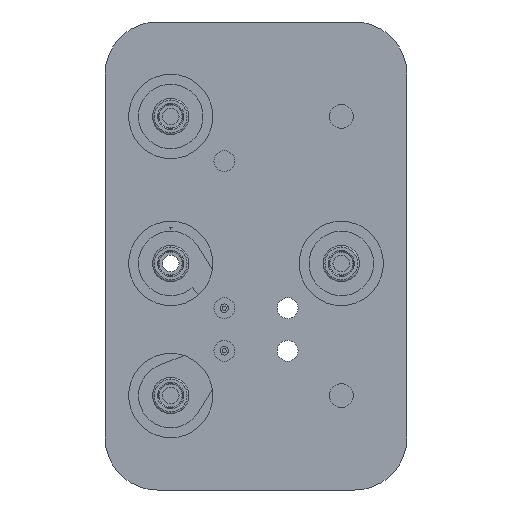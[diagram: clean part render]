
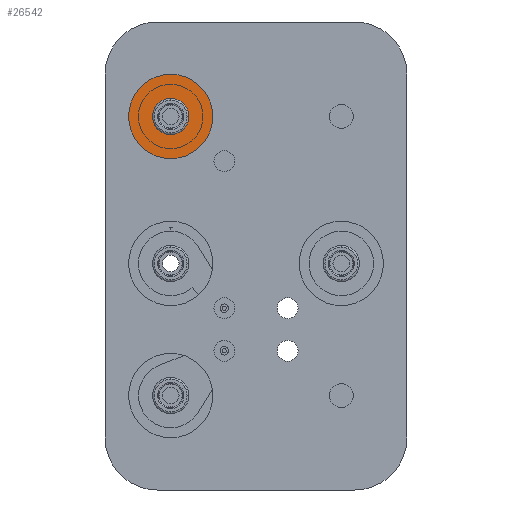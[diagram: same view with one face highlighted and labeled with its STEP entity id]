
A CAD part, left-side view. The second image highlights one B-rep face of the part: STEP entity #26542.
In plain terms, the highlighted planar face has unit normal (-1, 0, 0).
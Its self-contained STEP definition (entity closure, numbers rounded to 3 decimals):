
#1085 = ORIENTED_EDGE ( 'NONE', *, *, #14018, .F. ) ;
#1233 = EDGE_CURVE ( 'NONE', #21726, #17907, #26145, .T. ) ;
#1542 = ORIENTED_EDGE ( 'NONE', *, *, #25943, .F. ) ;
#2634 = CARTESIAN_POINT ( 'NONE',  ( -28.89, 8.2, 28.2 ) ) ;
#2751 = DIRECTION ( 'NONE',  ( -1., 0., 0. ) ) ;
#3950 = AXIS2_PLACEMENT_3D ( 'NONE', #7649, #4810, #23864 ) ;
#4810 = DIRECTION ( 'NONE',  ( 1., 0., 0. ) ) ;
#7649 = CARTESIAN_POINT ( 'NONE',  ( -28.89, 8.2, 28.2 ) ) ;
#8224 = CIRCLE ( 'NONE', #33674, 1.15 ) ;
#10552 = CARTESIAN_POINT ( 'NONE',  ( -28.89, 8.2, 32.25 ) ) ;
#10846 = CARTESIAN_POINT ( 'NONE',  ( -28.89, 8.2, 24.15 ) ) ;
#12400 = ORIENTED_EDGE ( 'NONE', *, *, #1233, .T. ) ;
#13337 = PLANE ( 'NONE',  #3950 ) ;
#13378 = CARTESIAN_POINT ( 'NONE',  ( -28.89, 8.2, 29.35 ) ) ;
#13379 = CIRCLE ( 'NONE', #15561, 1.15 ) ;
#13416 = DIRECTION ( 'NONE',  ( -1., 0., 0. ) ) ;
#13628 = DIRECTION ( 'NONE',  ( 0., 0., 1. ) ) ;
#14018 = EDGE_CURVE ( 'NONE', #27150, #30384, #13379, .T. ) ;
#15561 = AXIS2_PLACEMENT_3D ( 'NONE', #24476, #16049, #16405 ) ;
#15827 = FACE_BOUND ( 'NONE', #23338, .T. ) ;
#16049 = DIRECTION ( 'NONE',  ( -1., 0., 0. ) ) ;
#16405 = DIRECTION ( 'NONE',  ( 0., 0., 1. ) ) ;
#16776 = AXIS2_PLACEMENT_3D ( 'NONE', #2634, #13416, #21560 ) ;
#17907 = VERTEX_POINT ( 'NONE', #10552 ) ;
#18478 = AXIS2_PLACEMENT_3D ( 'NONE', #18956, #2751, #21683 ) ;
#18956 = CARTESIAN_POINT ( 'NONE',  ( -28.89, 8.2, 28.2 ) ) ;
#21450 = CIRCLE ( 'NONE', #16776, 4.05 ) ;
#21560 = DIRECTION ( 'NONE',  ( 0., 0., 1. ) ) ;
#21683 = DIRECTION ( 'NONE',  ( 0., 0., 1. ) ) ;
#21726 = VERTEX_POINT ( 'NONE', #10846 ) ;
#21766 = DIRECTION ( 'NONE',  ( -1., 0., 0. ) ) ;
#23192 = CARTESIAN_POINT ( 'NONE',  ( -28.89, 8.2, 27.05 ) ) ;
#23338 = EDGE_LOOP ( 'NONE', ( #1085, #1542 ) ) ;
#23864 = DIRECTION ( 'NONE',  ( 0., 0., 1. ) ) ;
#24476 = CARTESIAN_POINT ( 'NONE',  ( -28.89, 8.2, 28.2 ) ) ;
#25943 = EDGE_CURVE ( 'NONE', #30384, #27150, #8224, .T. ) ;
#26145 = CIRCLE ( 'NONE', #18478, 4.05 ) ;
#26542 = ADVANCED_FACE ( 'NONE', ( #30254, #15827 ), #13337, .F. ) ;
#27150 = VERTEX_POINT ( 'NONE', #13378 ) ;
#30254 = FACE_OUTER_BOUND ( 'NONE', #33831, .T. ) ;
#30384 = VERTEX_POINT ( 'NONE', #23192 ) ;
#31508 = EDGE_CURVE ( 'NONE', #17907, #21726, #21450, .T. ) ;
#33674 = AXIS2_PLACEMENT_3D ( 'NONE', #35162, #21766, #13628 ) ;
#33831 = EDGE_LOOP ( 'NONE', ( #12400, #33832 ) ) ;
#33832 = ORIENTED_EDGE ( 'NONE', *, *, #31508, .T. ) ;
#35162 = CARTESIAN_POINT ( 'NONE',  ( -28.89, 8.2, 28.2 ) ) ;
